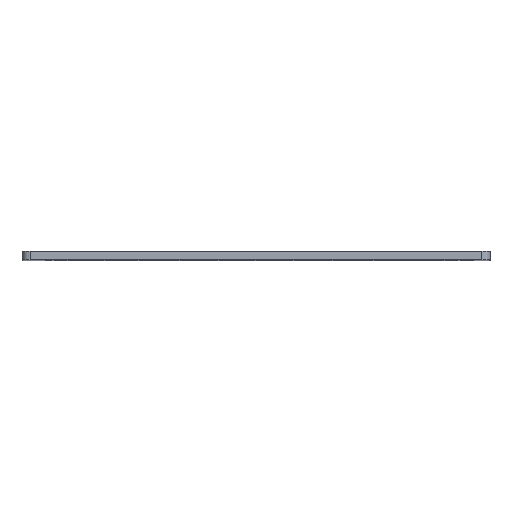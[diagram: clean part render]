
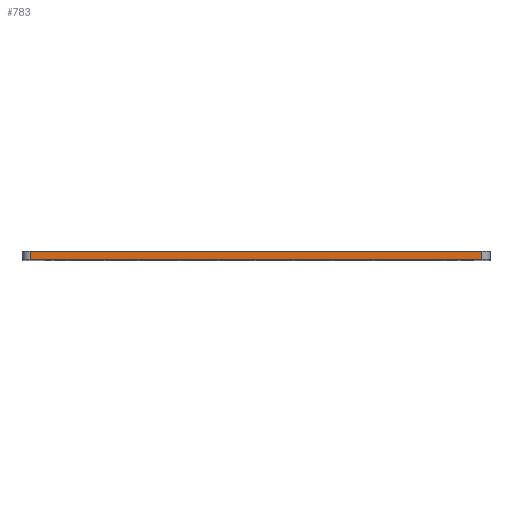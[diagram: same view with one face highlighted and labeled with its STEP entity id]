
A CAD part, top view. The second image highlights one B-rep face of the part: STEP entity #783.
In plain terms, the highlighted planar face has unit normal (0, 0, 1).
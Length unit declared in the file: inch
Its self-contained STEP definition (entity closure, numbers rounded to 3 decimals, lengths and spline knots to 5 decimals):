
#3 = VECTOR ( 'NONE', #1529, 39.37008 ) ;
#87 = PLANE ( 'NONE',  #1514 ) ;
#99 = DIRECTION ( 'NONE',  ( -1., 0., 0. ) ) ;
#108 = LINE ( 'NONE', #663, #560 ) ;
#207 = CARTESIAN_POINT ( 'NONE',  ( 0.25, 0.25, 0. ) ) ;
#258 = VECTOR ( 'NONE', #1610, 39.37008 ) ;
#346 = EDGE_LOOP ( 'NONE', ( #377, #1256, #1649, #698 ) ) ;
#375 = EDGE_CURVE ( 'NONE', #1410, #1837, #999, .T. ) ;
#377 = ORIENTED_EDGE ( 'NONE', *, *, #375, .T. ) ;
#381 = CARTESIAN_POINT ( 'NONE',  ( 0.25, 0.25, 0. ) ) ;
#484 = VERTEX_POINT ( 'NONE', #871 ) ;
#507 = VERTEX_POINT ( 'NONE', #207 ) ;
#560 = VECTOR ( 'NONE', #1413, 39.37008 ) ;
#594 = EDGE_CURVE ( 'NONE', #507, #484, #108, .T. ) ;
#656 = FACE_OUTER_BOUND ( 'NONE', #346, .T. ) ;
#661 = CARTESIAN_POINT ( 'NONE',  ( 0.25, 0., 0. ) ) ;
#663 = CARTESIAN_POINT ( 'NONE',  ( 0., 0.25, 0. ) ) ;
#675 = EDGE_CURVE ( 'NONE', #507, #1410, #1712, .T. ) ;
#698 = ORIENTED_EDGE ( 'NONE', *, *, #675, .T. ) ;
#738 = CARTESIAN_POINT ( 'NONE',  ( 0., 0., 0. ) ) ;
#783 = ADVANCED_FACE ( 'NONE', ( #656 ), #87, .F. ) ;
#871 = CARTESIAN_POINT ( 'NONE',  ( 14., 0.25, 0. ) ) ;
#965 = DIRECTION ( 'NONE',  ( 0., 0., -1. ) ) ;
#999 = LINE ( 'NONE', #738, #258 ) ;
#1121 = DIRECTION ( 'NONE',  ( 0., 1., 0. ) ) ;
#1237 = VECTOR ( 'NONE', #1121, 39.37008 ) ;
#1256 = ORIENTED_EDGE ( 'NONE', *, *, #1750, .T. ) ;
#1279 = LINE ( 'NONE', #1562, #1237 ) ;
#1354 = CARTESIAN_POINT ( 'NONE',  ( 0., 0.25, 0. ) ) ;
#1410 = VERTEX_POINT ( 'NONE', #661 ) ;
#1413 = DIRECTION ( 'NONE',  ( 1., 0., 0. ) ) ;
#1514 = AXIS2_PLACEMENT_3D ( 'NONE', #1354, #965, #99 ) ;
#1529 = DIRECTION ( 'NONE',  ( 0., -1., 0. ) ) ;
#1555 = CARTESIAN_POINT ( 'NONE',  ( 14., 0., 0. ) ) ;
#1562 = CARTESIAN_POINT ( 'NONE',  ( 14., 0.25, 0. ) ) ;
#1610 = DIRECTION ( 'NONE',  ( 1., 0., 0. ) ) ;
#1649 = ORIENTED_EDGE ( 'NONE', *, *, #594, .F. ) ;
#1712 = LINE ( 'NONE', #381, #3 ) ;
#1750 = EDGE_CURVE ( 'NONE', #1837, #484, #1279, .T. ) ;
#1837 = VERTEX_POINT ( 'NONE', #1555 ) ;
